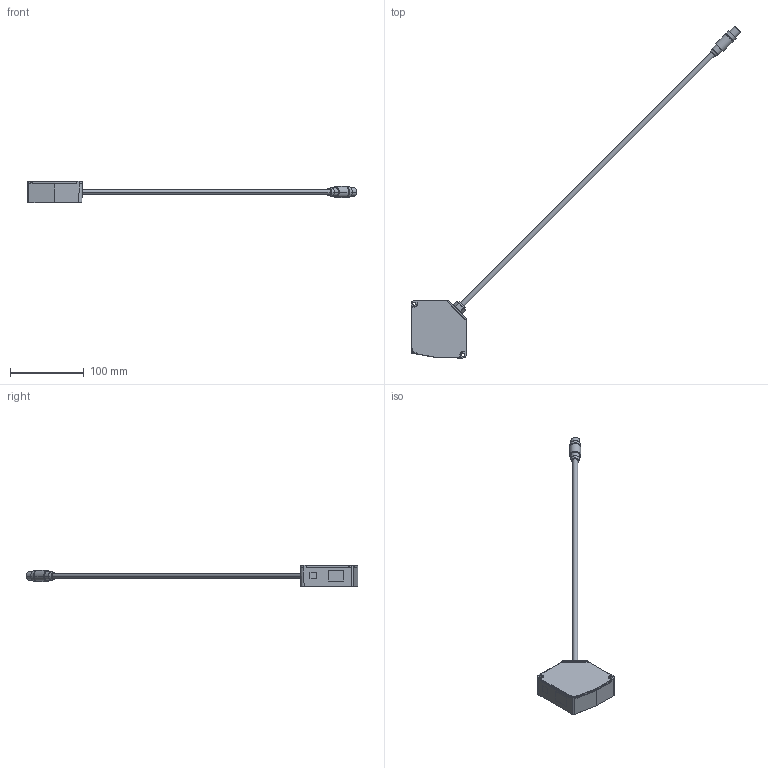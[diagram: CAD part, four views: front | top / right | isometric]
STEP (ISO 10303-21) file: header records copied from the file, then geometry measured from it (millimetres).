
FILE_DESCRIPTION(('Creo Elements/Direct Modeling STEP Export'),'2;1');
FILE_NAME('85mm.stp','2016-08-09T18:30:36',(''),(''),'PTC Creo Elements/Direct Modeling STEP processor for AP214 (Solid Model)','PTC Creo Elements/Direct Modeling 19.0 09-May-2014 (C) Parametric Technology GmbH','');
FILE_SCHEMA(('AUTOMOTIVE_DESIGN { 1 0 10303 214 1 1 1 1 }'));
Length unit declared in the file: millimetre
Products named in the file (1): Assm_85mm
Bounding box: 448.59 x 451.59 x 29 mm (x, y, z)
Volume: 179085.9 mm3; surface area: 33603.7 mm2
Topology: 1 solids, 1 shells, 252 faces, 655 edges, 409 vertices
Faces by surface type: plane 112, cylinder 110, cone 10, sphere 9, bspline 8, torus 3
Entity records: 9767 total; most frequent: CARTESIAN_POINT 1786, ORIENTED_EDGE 1292, DIRECTION 1209, EDGE_CURVE 646, AXIS2_PLACEMENT_3D 424, VERTEX_POINT 409, VECTOR 361, LINE 361
